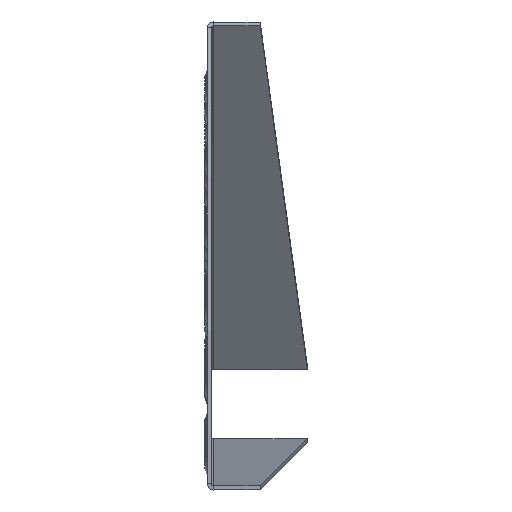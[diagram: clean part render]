
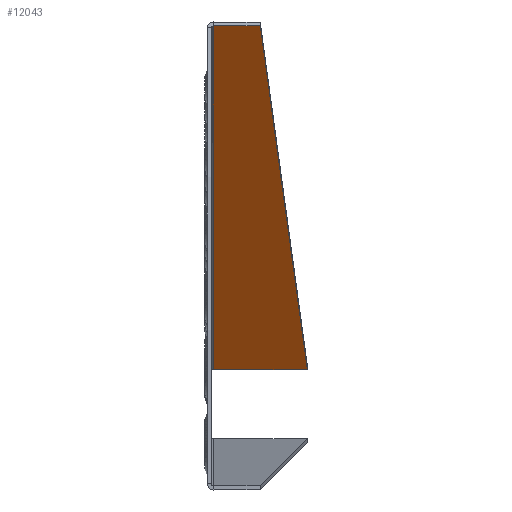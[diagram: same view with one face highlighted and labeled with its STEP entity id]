
A CAD part, left-side view. The second image highlights one B-rep face of the part: STEP entity #12043.
In plain terms, the highlighted planar face has unit normal (-0.303, 0, -0.953).
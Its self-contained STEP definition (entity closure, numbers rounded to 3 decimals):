
#11974 = VERTEX_POINT ( 'NONE', #16274 ) ;
#11992 = VERTEX_POINT ( 'NONE', #16355 ) ;
#11997 = EDGE_CURVE ( 'NONE', #11992, #12059, #16352, .T. ) ;
#11998 = VERTEX_POINT ( 'NONE', #16341 ) ;
#12002 = EDGE_CURVE ( 'NONE', #11998, #11974, #16329, .T. ) ;
#12003 = ORIENTED_EDGE ( 'NONE', *, *, #12066, .F. ) ;
#12005 = ORIENTED_EDGE ( 'NONE', *, *, #12002, .F. ) ;
#12014 = EDGE_CURVE ( 'NONE', #11974, #11992, #16325, .T. ) ;
#12043 = ADVANCED_FACE ( 'NONE', ( #16444 ), #16422, .F. ) ;
#12045 = ORIENTED_EDGE ( 'NONE', *, *, #12014, .F. ) ;
#12049 = ORIENTED_EDGE ( 'NONE', *, *, #11997, .F. ) ;
#12057 = EDGE_LOOP ( 'NONE', ( #12045, #12005, #12003, #12049 ) ) ;
#12059 = VERTEX_POINT ( 'NONE', #16416 ) ;
#12066 = EDGE_CURVE ( 'NONE', #12059, #11998, #16479, .T. ) ;
#16274 = CARTESIAN_POINT ( 'NONE',  ( -45.724, -4.5, 32.362 ) ) ;
#16325 = LINE ( 'NONE', #16375, #16366 ) ;
#16327 = DIRECTION ( 'NONE',  ( 0., 1., 0. ) ) ;
#16328 = VECTOR ( 'NONE', #16327, 1000. ) ;
#16329 = LINE ( 'NONE', #16342, #16328 ) ;
#16339 = DIRECTION ( 'NONE',  ( 0., -1., 0. ) ) ;
#16340 = VECTOR ( 'NONE', #16339, 1000. ) ;
#16341 = CARTESIAN_POINT ( 'NONE',  ( -45.724, -74.288, 32.362 ) ) ;
#16342 = CARTESIAN_POINT ( 'NONE',  ( -45.724, -4.288, 32.362 ) ) ;
#16351 = CARTESIAN_POINT ( 'NONE',  ( -849.541, -39.288, 287.713 ) ) ;
#16352 = LINE ( 'NONE', #16351, #16340 ) ;
#16355 = CARTESIAN_POINT ( 'NONE',  ( -849.541, -4.5, 287.713 ) ) ;
#16365 = DIRECTION ( 'NONE',  ( -0.953, 0., 0.303 ) ) ;
#16366 = VECTOR ( 'NONE', #16365, 1000. ) ;
#16375 = CARTESIAN_POINT ( 'NONE',  ( 5.147, -4.5, 16.202 ) ) ;
#16416 = CARTESIAN_POINT ( 'NONE',  ( -849.541, -39.288, 287.713 ) ) ;
#16422 = PLANE ( 'NONE',  #16435 ) ;
#16435 = AXIS2_PLACEMENT_3D ( 'NONE', #16442, #16441, #16440 ) ;
#16440 = DIRECTION ( 'NONE',  ( -0.289, -0.953, 0.092 ) ) ;
#16441 = DIRECTION ( 'NONE',  ( 0.303, 0., 0.953 ) ) ;
#16442 = CARTESIAN_POINT ( 'NONE',  ( 5.147, 15.712, 16.202 ) ) ;
#16444 = FACE_OUTER_BOUND ( 'NONE', #12057, .T. ) ;
#16474 = DIRECTION ( 'NONE',  ( 0.952, -0.041, -0.303 ) ) ;
#16475 = VECTOR ( 'NONE', #16474, 1000. ) ;
#16478 = CARTESIAN_POINT ( 'NONE',  ( -45.724, -74.288, 32.362 ) ) ;
#16479 = LINE ( 'NONE', #16478, #16475 ) ;
